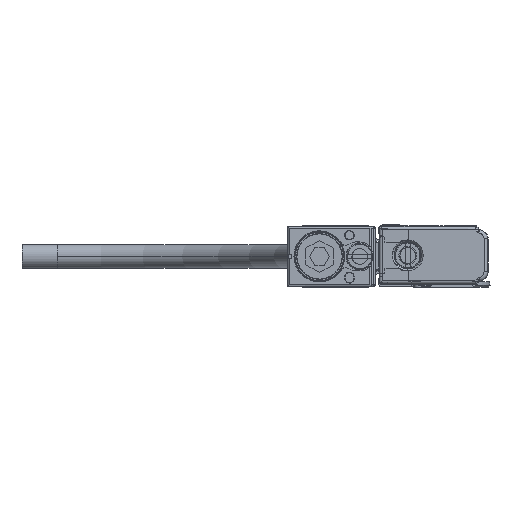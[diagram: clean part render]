
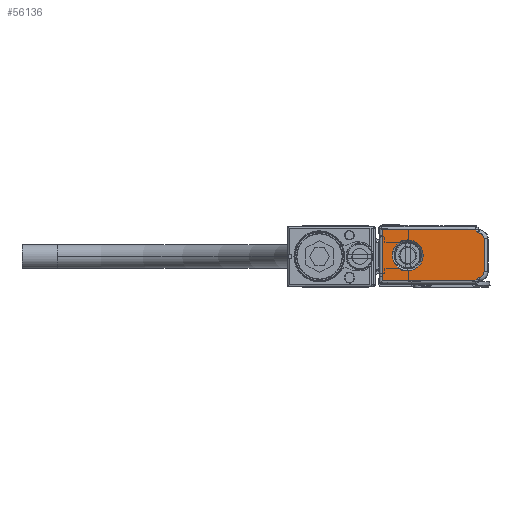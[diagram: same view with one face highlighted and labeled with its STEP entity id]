
A CAD part, left-side view. The second image highlights one B-rep face of the part: STEP entity #56136.
In plain terms, the highlighted planar face has unit normal (-1, 0, 0).
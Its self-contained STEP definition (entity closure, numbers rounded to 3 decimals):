
#56044=AXIS2_PLACEMENT_3D('Plane Axis2P3D',#56041,#56042,#56043) ;
#56068=AXIS2_PLACEMENT_3D('Circle Axis2P3D',#56066,#56067,$) ;
#56082=AXIS2_PLACEMENT_3D('Circle Axis2P3D',#56080,#56081,$) ;
#56112=AXIS2_PLACEMENT_3D('Circle Axis2P3D',#56110,#56111,$) ;
#56121=AXIS2_PLACEMENT_3D('Circle Axis2P3D',#56119,#56120,$) ;
#56128=AXIS2_PLACEMENT_3D('Circle Axis2P3D',#56126,#56127,$) ;
#53488=CARTESIAN_POINT('Vertex',(-506.,30.2,0.2)) ;
#53497=CARTESIAN_POINT('Vertex',(-506.,3.814,0.2)) ;
#53500=CARTESIAN_POINT('Line Origine',(-506.,15.7,0.2)) ;
#53679=CARTESIAN_POINT('Vertex',(-506.,30.2,14.8)) ;
#53682=CARTESIAN_POINT('Line Origine',(-506.,30.2,7.5)) ;
#53777=CARTESIAN_POINT('Vertex',(-506.,3.814,14.8)) ;
#53780=CARTESIAN_POINT('Line Origine',(-506.,15.7,14.8)) ;
#53841=CARTESIAN_POINT('Line Origine',(-506.,1.067,12.053)) ;
#53845=CARTESIAN_POINT('Vertex',(-506.,3.119,14.104)) ;
#56041=CARTESIAN_POINT('Axis2P3D Location',(-506.,0.2,7.5)) ;
#56046=CARTESIAN_POINT('Line Origine',(-506.,3.466,0.548)) ;
#56050=CARTESIAN_POINT('Vertex',(-506.,3.119,0.896)) ;
#56054=CARTESIAN_POINT('Control Point',(-506.,3.119,0.896)) ;
#56055=CARTESIAN_POINT('Control Point',(-506.,3.044,0.97)) ;
#56056=CARTESIAN_POINT('Control Point',(-506.,2.961,1.035)) ;
#56057=CARTESIAN_POINT('Control Point',(-506.,2.87,1.089)) ;
#56058=CARTESIAN_POINT('Control Point',(-506.,2.748,1.142)) ;
#56059=CARTESIAN_POINT('Control Point',(-506.,2.621,1.175)) ;
#56060=CARTESIAN_POINT('Control Point',(-506.,2.596,1.18)) ;
#56061=CARTESIAN_POINT('Control Point',(-506.,2.57,1.185)) ;
#56062=CARTESIAN_POINT('Control Point',(-506.,2.544,1.19)) ;
#56063=CARTESIAN_POINT('Vertex',(-506.,2.544,1.19)) ;
#56066=CARTESIAN_POINT('Axis2P3D Location',(-506.,2.8,2.769)) ;
#56070=CARTESIAN_POINT('Vertex',(-506.,1.2,2.769)) ;
#56073=CARTESIAN_POINT('Line Origine',(-506.,1.2,7.5)) ;
#56077=CARTESIAN_POINT('Vertex',(-506.,1.2,12.231)) ;
#56080=CARTESIAN_POINT('Axis2P3D Location',(-506.,2.8,12.231)) ;
#56084=CARTESIAN_POINT('Vertex',(-506.,2.544,13.81)) ;
#56088=CARTESIAN_POINT('Control Point',(-506.,2.544,13.81)) ;
#56089=CARTESIAN_POINT('Control Point',(-506.,2.648,13.827)) ;
#56090=CARTESIAN_POINT('Control Point',(-506.,2.749,13.857)) ;
#56091=CARTESIAN_POINT('Control Point',(-506.,2.846,13.899)) ;
#56092=CARTESIAN_POINT('Control Point',(-506.,2.96,13.967)) ;
#56093=CARTESIAN_POINT('Control Point',(-506.,3.061,14.05)) ;
#56094=CARTESIAN_POINT('Control Point',(-506.,3.081,14.068)) ;
#56095=CARTESIAN_POINT('Control Point',(-506.,3.1,14.086)) ;
#56096=CARTESIAN_POINT('Control Point',(-506.,3.119,14.104)) ;
#56110=CARTESIAN_POINT('Axis2P3D Location',(-506.,23.,7.5)) ;
#56114=CARTESIAN_POINT('Vertex',(-506.,23.,11.9)) ;
#56116=CARTESIAN_POINT('Vertex',(-506.,23.,3.1)) ;
#56119=CARTESIAN_POINT('Axis2P3D Location',(-506.,23.,7.5)) ;
#56123=CARTESIAN_POINT('Vertex',(-506.,24.895,11.471)) ;
#56126=CARTESIAN_POINT('Axis2P3D Location',(-506.,23.,7.5)) ;
#53501=DIRECTION('Vector Direction',(0.,-1.,0.)) ;
#53683=DIRECTION('Vector Direction',(0.,0.,-1.)) ;
#53781=DIRECTION('Vector Direction',(0.,1.,0.)) ;
#53842=DIRECTION('Vector Direction',(0.,0.707,0.707)) ;
#56042=DIRECTION('Axis2P3D Direction',(1.,0.,0.)) ;
#56043=DIRECTION('Axis2P3D XDirection',(0.,0.,1.)) ;
#56047=DIRECTION('Vector Direction',(0.,-0.707,0.707)) ;
#56067=DIRECTION('Axis2P3D Direction',(1.,0.,0.)) ;
#56074=DIRECTION('Vector Direction',(0.,0.,1.)) ;
#56081=DIRECTION('Axis2P3D Direction',(1.,0.,0.)) ;
#56111=DIRECTION('Axis2P3D Direction',(1.,0.,0.)) ;
#56120=DIRECTION('Axis2P3D Direction',(1.,0.,0.)) ;
#56127=DIRECTION('Axis2P3D Direction',(1.,0.,0.)) ;
#53502=VECTOR('Line Direction',#53501,1.) ;
#53684=VECTOR('Line Direction',#53683,1.) ;
#53782=VECTOR('Line Direction',#53781,1.) ;
#53843=VECTOR('Line Direction',#53842,1.) ;
#56048=VECTOR('Line Direction',#56047,1.) ;
#56075=VECTOR('Line Direction',#56074,1.) ;
#56099=ORIENTED_EDGE('',*,*,#53784,.F.) ;
#56100=ORIENTED_EDGE('',*,*,#53686,.F.) ;
#56101=ORIENTED_EDGE('',*,*,#53504,.F.) ;
#56102=ORIENTED_EDGE('',*,*,#56052,.F.) ;
#56103=ORIENTED_EDGE('',*,*,#56065,.F.) ;
#56104=ORIENTED_EDGE('',*,*,#56072,.F.) ;
#56105=ORIENTED_EDGE('',*,*,#56079,.F.) ;
#56106=ORIENTED_EDGE('',*,*,#56086,.F.) ;
#56107=ORIENTED_EDGE('',*,*,#56097,.F.) ;
#56108=ORIENTED_EDGE('',*,*,#53847,.F.) ;
#56132=ORIENTED_EDGE('',*,*,#56118,.T.) ;
#56133=ORIENTED_EDGE('',*,*,#56125,.T.) ;
#56134=ORIENTED_EDGE('',*,*,#56130,.T.) ;
#56135=FACE_BOUND('',#56131,.T.) ;
#56136=ADVANCED_FACE('Brep With Voids',(#56109,#56135),#56045,.F.) ;
#56053=B_SPLINE_CURVE_WITH_KNOTS('',5,(#56054,#56055,#56056,#56057,#56058,#56059,#56060,#56061,#56062),.UNSPECIFIED.,.F.,.U.,(6,3,6),(0.,0.743,0.929),.UNSPECIFIED.) ;
#56087=B_SPLINE_CURVE_WITH_KNOTS('',5,(#56088,#56089,#56090,#56091,#56092,#56093,#56094,#56095,#56096),.UNSPECIFIED.,.F.,.U.,(6,3,6),(0.,0.743,0.929),.UNSPECIFIED.) ;
#56069=CIRCLE('generated circle',#56068,1.6) ;
#56083=CIRCLE('generated circle',#56082,1.6) ;
#56113=CIRCLE('generated circle',#56112,4.4) ;
#56122=CIRCLE('generated circle',#56121,4.4) ;
#56129=CIRCLE('generated circle',#56128,4.4) ;
#53504=EDGE_CURVE('',#53498,#53489,#53503,.F.) ;
#53686=EDGE_CURVE('',#53489,#53680,#53685,.F.) ;
#53784=EDGE_CURVE('',#53680,#53778,#53783,.F.) ;
#53847=EDGE_CURVE('',#53778,#53846,#53844,.F.) ;
#56052=EDGE_CURVE('',#56051,#53498,#56049,.F.) ;
#56065=EDGE_CURVE('',#56064,#56051,#56053,.F.) ;
#56072=EDGE_CURVE('',#56071,#56064,#56069,.T.) ;
#56079=EDGE_CURVE('',#56078,#56071,#56076,.F.) ;
#56086=EDGE_CURVE('',#56085,#56078,#56083,.T.) ;
#56097=EDGE_CURVE('',#53846,#56085,#56087,.F.) ;
#56118=EDGE_CURVE('',#56115,#56117,#56113,.T.) ;
#56125=EDGE_CURVE('',#56117,#56124,#56122,.T.) ;
#56130=EDGE_CURVE('',#56124,#56115,#56129,.T.) ;
#56098=EDGE_LOOP('',(#56099,#56100,#56101,#56102,#56103,#56104,#56105,#56106,#56107,#56108)) ;
#56131=EDGE_LOOP('',(#56132,#56133,#56134)) ;
#56109=FACE_OUTER_BOUND('',#56098,.T.) ;
#53503=LINE('Line',#53500,#53502) ;
#53685=LINE('Line',#53682,#53684) ;
#53783=LINE('Line',#53780,#53782) ;
#53844=LINE('Line',#53841,#53843) ;
#56049=LINE('Line',#56046,#56048) ;
#56076=LINE('Line',#56073,#56075) ;
#56045=PLANE('Plane',#56044) ;
#53489=VERTEX_POINT('',#53488) ;
#53498=VERTEX_POINT('',#53497) ;
#53680=VERTEX_POINT('',#53679) ;
#53778=VERTEX_POINT('',#53777) ;
#53846=VERTEX_POINT('',#53845) ;
#56051=VERTEX_POINT('',#56050) ;
#56064=VERTEX_POINT('',#56063) ;
#56071=VERTEX_POINT('',#56070) ;
#56078=VERTEX_POINT('',#56077) ;
#56085=VERTEX_POINT('',#56084) ;
#56115=VERTEX_POINT('',#56114) ;
#56117=VERTEX_POINT('',#56116) ;
#56124=VERTEX_POINT('',#56123) ;
